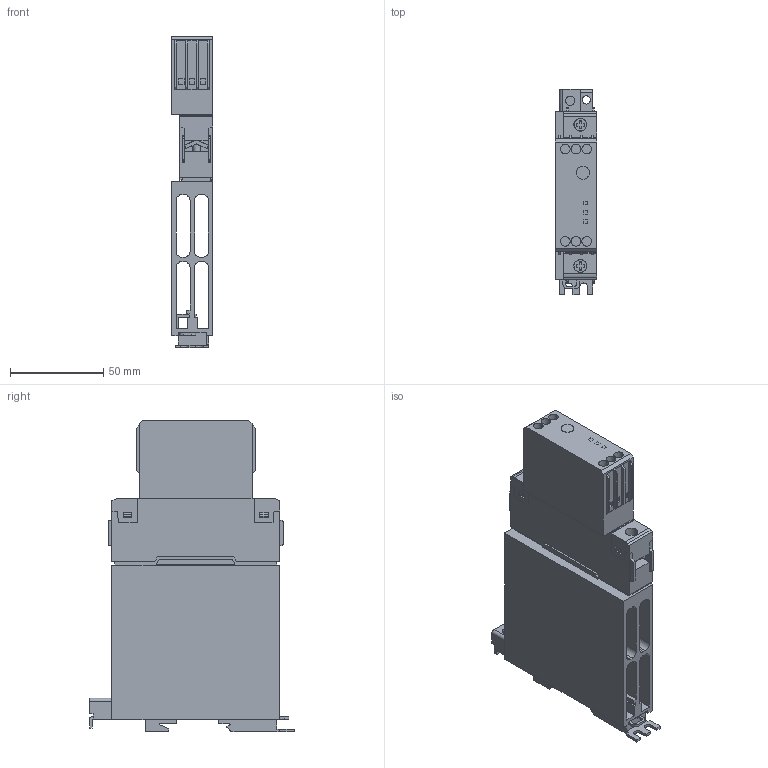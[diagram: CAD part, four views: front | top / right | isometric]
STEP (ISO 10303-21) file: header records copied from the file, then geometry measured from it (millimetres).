
FILE_DESCRIPTION(('CATIA V5 STEP Exchange','CAx-IF Rec.Pracs.--- Model Styling and Organization---1.4--- 2014-01-23'),'2;1');
FILE_NAME ('D1601667_0', '2024-02-14T09:08:32+00:00', ('none'), ('Weidmueller'), 'CATIA Version 5-6 Release 2016 SP3 HF44', 'CATIA V5 STEP AP214', 'none');
FILE_SCHEMA(('AUTOMOTIVE_DESIGN { 1 0 10303 214 1 1 1 1 }'));
Length unit declared in the file: millimetre
Products named in the file (1): S3D_PSSRN_S_24VDC_1M_K_600VAC_30A_T
Bounding box: 22.5 x 110 x 167.43 mm (x, y, z)
Volume: 187816.4 mm3; surface area: 75426 mm2
Topology: 3 solids, 3 shells, 573 faces, 1575 edges, 1034 vertices
Faces by surface type: plane 464, cylinder 102, extrusion 7
Entity records: 17469 total; most frequent: CARTESIAN_POINT 3281, ORIENTED_EDGE 3150, DIRECTION 2189, EDGE_CURVE 1575, VECTOR 1299, LINE 1292, VERTEX_POINT 1034, EDGE_LOOP 627
